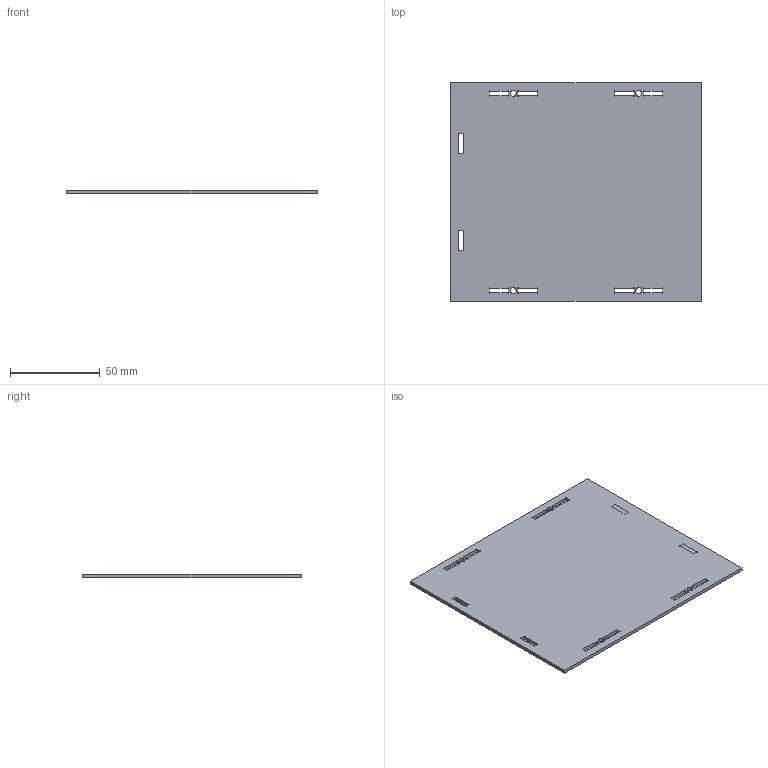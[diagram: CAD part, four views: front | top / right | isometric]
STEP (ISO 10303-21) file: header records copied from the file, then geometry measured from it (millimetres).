
FILE_DESCRIPTION(('FreeCAD Model'),'2;1');
FILE_NAME('top.step', '2020-12-14T10:20:51',('Author'),(''), 'Open CASCADE STEP processor 7.4','FreeCAD','Unknown');
FILE_SCHEMA(('AUTOMOTIVE_DESIGN { 1 0 10303 214 1 1 1 1 }'));
Length unit declared in the file: millimetre
Products named in the file (1): top_tab
Bounding box: 140 x 122 x 2 mm (x, y, z)
Volume: 33385.2 mm3; surface area: 35296.5 mm2
Topology: 1 solids, 1 shells, 148 faces, 412 edges, 268 vertices
Faces by surface type: cylinder 76, plane 72
Full cylindrical faces by diameter (mm): 3.3 x4
Entity records: 10426 total; most frequent: CARTESIAN_POINT 2701, DIRECTION 1350, ORIENTED_EDGE 824, PCURVE 824, DEFINITIONAL_REPRESENTATION 824, LINE 688, VECTOR 688, EDGE_CURVE 412
